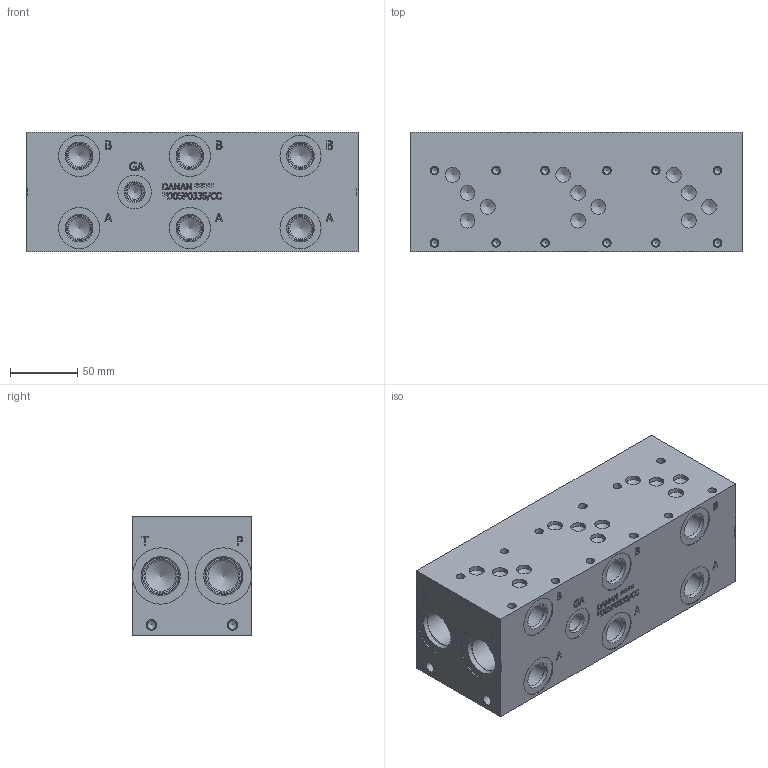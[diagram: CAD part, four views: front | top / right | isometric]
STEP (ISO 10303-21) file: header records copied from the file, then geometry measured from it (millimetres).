
FILE_DESCRIPTION(/* description */ (''),/* implementation_level */ '2;1');
FILE_NAME(/* name */ '_D05P033S_CC.stp',/* time_stamp */ '2021-06-24T12:10:21-04:00',/* author */ ('anthonyv'),/* organization */ (''),/* preprocessor_version */ 'ST-DEVELOPER v18.1',/* originating_system */ 'Autodesk Inventor 2021',/* authorisation */ '');
FILE_SCHEMA (('AUTOMOTIVE_DESIGN { 1 0 10303 214 3 1 1 }'));
Length unit declared in the file: millimetre
Products named in the file (1): Part_AD05P033S_CC_3D
Bounding box: 247.65 x 88.9 x 88.9 mm (x, y, z)
Volume: 1799902.8 mm3; surface area: 135891.2 mm2
Topology: 1 solids, 1 shells, 818 faces, 2246 edges, 1524 vertices
Faces by surface type: plane 407, bspline 219, cylinder 110, cone 82
Full cylindrical faces by diameter (mm): 5.105 x12, 6.35 x12, 6.528 x4, 7.925 x4, 10.719 x1, 11.125 x12, 12.9 x1, 14.275 x1, 14.3 x2, 14.529 x1, 15.875 x6, 15.9 x2, 17.501 x6, 19.05 x6, 19.253 x6, 20.62 x1, 20.625 x1, 22.225 x1, 22.23 x1, 22.54 x1, 23.012 x4, 24.917 x4, 25.019 x1, 26.99 x2, 27 x2, 27.432 x4, 30.15 x1, 30.16 x1, 30.632 x6, 42.037 x4
Entity records: 27645 total; most frequent: CARTESIAN_POINT 7395, ORIENTED_EDGE 4410, DIRECTION 3390, EDGE_CURVE 2205, VERTEX_POINT 1524, LINE 1344, VECTOR 1344, AXIS2_PLACEMENT_3D 1023
